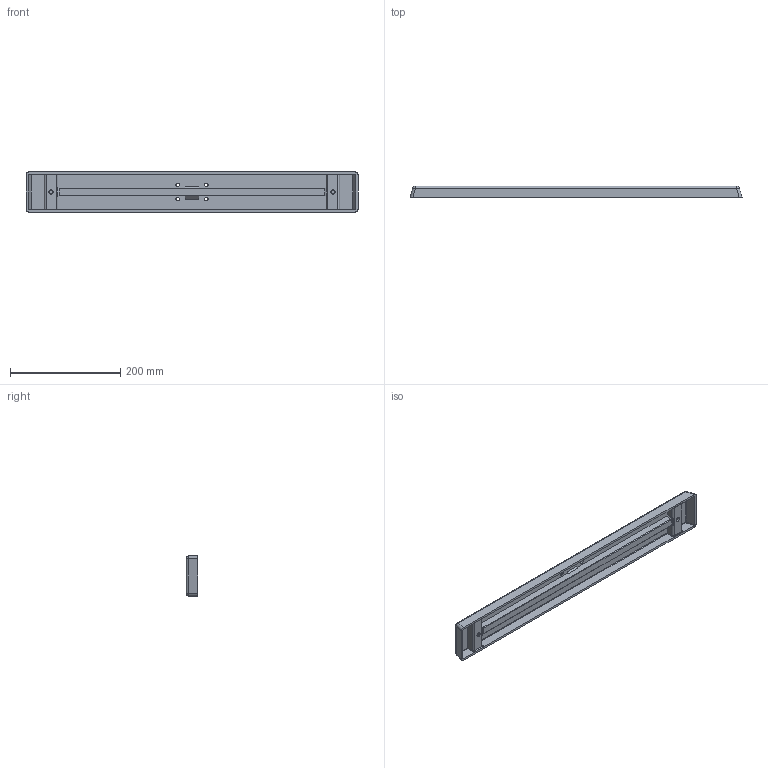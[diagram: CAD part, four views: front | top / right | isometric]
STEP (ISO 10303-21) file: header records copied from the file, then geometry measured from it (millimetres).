
FILE_DESCRIPTION((''),'2;1');
FILE_NAME('JC35TS-1435','2021-01-06T15:11:03',('sa'),('捷昌驱动'),'CREO PARAMETRIC BY PTC INC, 2018100','CREO PARAMETRIC BY PTC INC, 2018100','');
FILE_SCHEMA(('CONFIG_CONTROL_DESIGN'));
Length unit declared in the file: millimetre
Products named in the file (1): JC35TS-1435
Bounding box: 603 x 21.5 x 73 mm (x, y, z)
Volume: 319620.9 mm3; surface area: 184897 mm2
Topology: 1 solids, 11 shells, 122 faces, 352 edges, 232 vertices
Faces by surface type: plane 62, cylinder 40, sphere 8, cone 8, bspline 4
Entity records: 4175 total; most frequent: CARTESIAN_POINT 937, DIRECTION 674, ORIENTED_EDGE 608, EDGE_CURVE 348, VERTEX_POINT 232, VECTOR 228, LINE 228, AXIS2_PLACEMENT_3D 223
